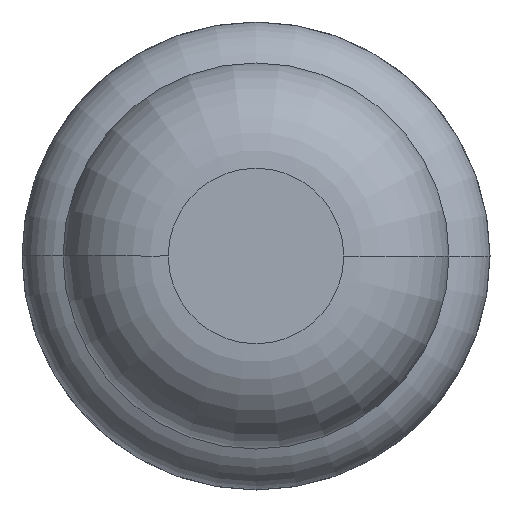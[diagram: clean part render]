
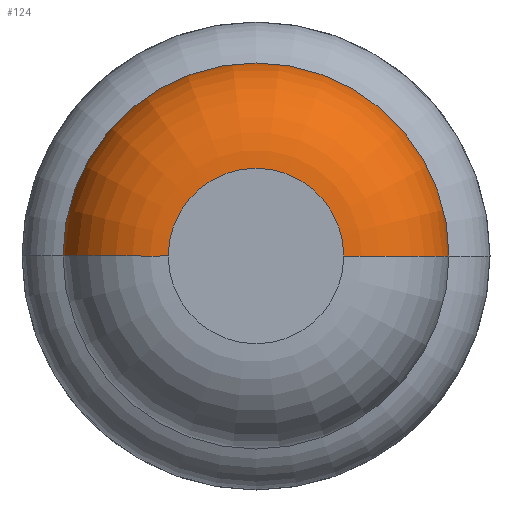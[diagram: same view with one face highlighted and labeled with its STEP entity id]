
A CAD part, front view. The second image highlights one B-rep face of the part: STEP entity #124.
In plain terms, the highlighted toroidal (fillet/blend) face has major radius 0.375 mm and minor radius 0.45 mm.
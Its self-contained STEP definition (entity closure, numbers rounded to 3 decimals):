
#124 = ADVANCED_FACE ( 'Defeature ausgef�hrt1_78', ( #2316 ), #3281, .T. ) ;
#174 = AXIS2_PLACEMENT_3D ( 'NONE', #3601, #5056, #5034 ) ;
#504 = DIRECTION ( 'NONE',  ( 1., 0., 0. ) ) ;
#512 = CARTESIAN_POINT ( 'NONE',  ( -0.375, -32., 0. ) ) ;
#771 = ORIENTED_EDGE ( 'NONE', *, *, #5497, .T. ) ;
#989 = DIRECTION ( 'NONE',  ( 0., 0., -1. ) ) ;
#1478 = ORIENTED_EDGE ( 'NONE', *, *, #5963, .F. ) ;
#1531 = DIRECTION ( 'NONE',  ( -1., 0., 0. ) ) ;
#1648 = EDGE_LOOP ( 'NONE', ( #2620, #771, #2181, #1478 ) ) ;
#1915 = VERTEX_POINT ( 'NONE', #3239 ) ;
#1988 = CARTESIAN_POINT ( 'NONE',  ( 0.375, -31.55, 0. ) ) ;
#2058 = AXIS2_PLACEMENT_3D ( 'NONE', #5722, #2879, #504 ) ;
#2134 = VERTEX_POINT ( 'NONE', #3884 ) ;
#2181 = ORIENTED_EDGE ( 'NONE', *, *, #5206, .F. ) ;
#2316 = FACE_OUTER_BOUND ( 'NONE', #1648, .T. ) ;
#2620 = ORIENTED_EDGE ( 'NONE', *, *, #3408, .T. ) ;
#2627 = CIRCLE ( 'NONE', #4444, 0.825 ) ;
#2879 = DIRECTION ( 'NONE',  ( 0., -1., 0. ) ) ;
#3111 = CARTESIAN_POINT ( 'NONE',  ( 0., -31.55, 0. ) ) ;
#3239 = CARTESIAN_POINT ( 'NONE',  ( -0.825, -31.55, 0. ) ) ;
#3274 = DIRECTION ( 'NONE',  ( 0., 0., 1. ) ) ;
#3281 = TOROIDAL_SURFACE ( 'NONE', #174, 0.375, 0.45 ) ;
#3408 = EDGE_CURVE ( 'Defeature ausgef�hrt1_78+Defeature ausgef�hrt1_79+Defeature ausgef�hrt1_79+Defeature ausgef�hrt1_79', #2134, #1915, #2627, .T. ) ;
#3601 = CARTESIAN_POINT ( 'NONE',  ( 0., -31.55, 0. ) ) ;
#3884 = CARTESIAN_POINT ( 'NONE',  ( 0.825, -31.55, 0. ) ) ;
#3895 = VERTEX_POINT ( 'NONE', #5180 ) ;
#4020 = DIRECTION ( 'NONE',  ( 0., -1., 0. ) ) ;
#4093 = CIRCLE ( 'NONE', #5641, 0.45 ) ;
#4444 = AXIS2_PLACEMENT_3D ( 'NONE', #3111, #4020, #5011 ) ;
#4455 = AXIS2_PLACEMENT_3D ( 'NONE', #5672, #3274, #4693 ) ;
#4644 = VERTEX_POINT ( 'NONE', #512 ) ;
#4693 = DIRECTION ( 'NONE',  ( 1., 0., 0. ) ) ;
#5011 = DIRECTION ( 'NONE',  ( 1., 0., 0. ) ) ;
#5034 = DIRECTION ( 'NONE',  ( 1., 0., 0. ) ) ;
#5056 = DIRECTION ( 'NONE',  ( 0., -1., 0. ) ) ;
#5180 = CARTESIAN_POINT ( 'NONE',  ( 0.375, -32., 0. ) ) ;
#5206 = EDGE_CURVE ( 'Defeature ausgef�hrt1_77+Defeature ausgef�hrt1_78+Defeature ausgef�hrt1_78+Defeature ausgef�hrt1_78', #3895, #4644, #6086, .T. ) ;
#5497 = EDGE_CURVE ( 'NONE', #1915, #4644, #5515, .T. ) ;
#5515 = CIRCLE ( 'NONE', #4455, 0.45 ) ;
#5641 = AXIS2_PLACEMENT_3D ( 'NONE', #1988, #989, #1531 ) ;
#5672 = CARTESIAN_POINT ( 'NONE',  ( -0.375, -31.55, 0. ) ) ;
#5722 = CARTESIAN_POINT ( 'NONE',  ( 0., -32., 0. ) ) ;
#5963 = EDGE_CURVE ( 'NONE', #2134, #3895, #4093, .T. ) ;
#6086 = CIRCLE ( 'NONE', #2058, 0.375 ) ;
